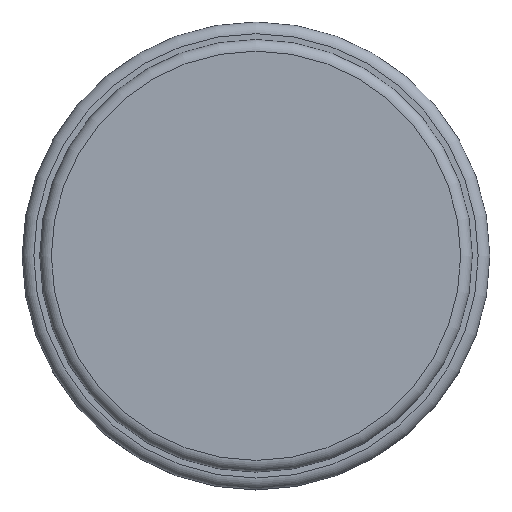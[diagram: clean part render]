
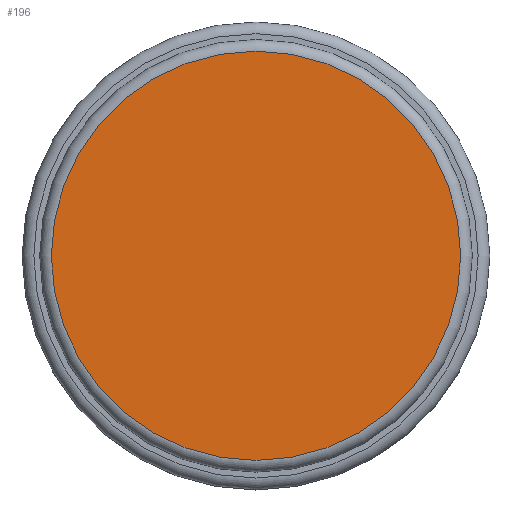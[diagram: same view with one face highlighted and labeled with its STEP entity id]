
A CAD part, top view. The second image highlights one B-rep face of the part: STEP entity #196.
In plain terms, the highlighted planar face has unit normal (0, 0, 1).
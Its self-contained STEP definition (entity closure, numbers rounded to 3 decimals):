
#66 = TOROIDAL_SURFACE('',#67,1.75,0.1);
#67 = AXIS2_PLACEMENT_3D('',#68,#69,#70);
#68 = CARTESIAN_POINT('',(0.,0.,1.6));
#69 = DIRECTION('',(0.,0.,1.));
#70 = DIRECTION('',(1.,0.,0.));
#110 = VERTEX_POINT('',#111);
#111 = CARTESIAN_POINT('',(1.75,0.,1.7));
#135 = EDGE_CURVE('',#110,#110,#136,.T.);
#136 = SURFACE_CURVE('',#137,(#142,#149),.PCURVE_S1.);
#137 = CIRCLE('',#138,1.75);
#138 = AXIS2_PLACEMENT_3D('',#139,#140,#141);
#139 = CARTESIAN_POINT('',(0.,0.,1.7));
#140 = DIRECTION('',(0.,0.,1.));
#141 = DIRECTION('',(1.,0.,0.));
#142 = PCURVE('',#66,#143);
#143 = DEFINITIONAL_REPRESENTATION('',(#144),#148);
#144 = LINE('',#145,#146);
#145 = CARTESIAN_POINT('',(0.,1.571));
#146 = VECTOR('',#147,1.);
#147 = DIRECTION('',(1.,0.));
#148 = ( GEOMETRIC_REPRESENTATION_CONTEXT(2) 
PARAMETRIC_REPRESENTATION_CONTEXT() REPRESENTATION_CONTEXT('2D SPACE',''
  ) );
#149 = PCURVE('',#150,#155);
#150 = PLANE('',#151);
#151 = AXIS2_PLACEMENT_3D('',#152,#153,#154);
#152 = CARTESIAN_POINT('',(0.,0.,1.7)
  );
#153 = DIRECTION('',(0.,0.,1.));
#154 = DIRECTION('',(1.,0.,0.));
#155 = DEFINITIONAL_REPRESENTATION('',(#156),#160);
#156 = CIRCLE('',#157,1.75);
#157 = AXIS2_PLACEMENT_2D('',#158,#159);
#158 = CARTESIAN_POINT('',(0.,0.));
#159 = DIRECTION('',(1.,0.));
#160 = ( GEOMETRIC_REPRESENTATION_CONTEXT(2) 
PARAMETRIC_REPRESENTATION_CONTEXT() REPRESENTATION_CONTEXT('2D SPACE',''
  ) );
#196 = ADVANCED_FACE('',(#197),#150,.T.);
#197 = FACE_BOUND('',#198,.T.);
#198 = EDGE_LOOP('',(#199));
#199 = ORIENTED_EDGE('',*,*,#135,.T.);
